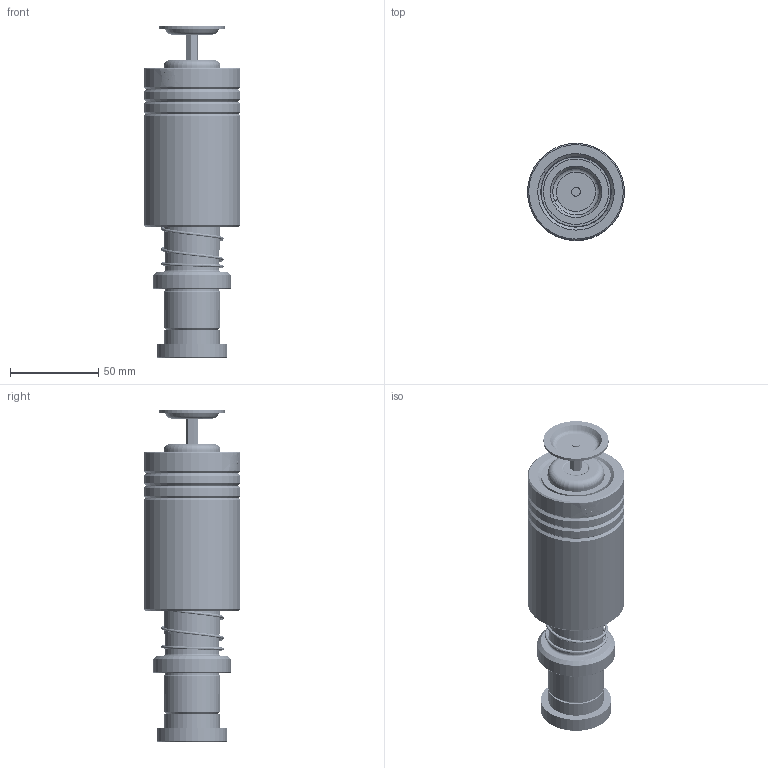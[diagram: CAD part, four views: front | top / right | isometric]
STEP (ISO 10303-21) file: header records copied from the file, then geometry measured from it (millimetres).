
FILE_DESCRIPTION (( 'STEP AP214' ), '1' );
FILE_NAME ('HMSH(HMJH)-D32-L130(BL-90).STEP', '2024-10-09T10:13:51', ( '111' ), ( '21222' ), 'SwSTEP 2.0', 'SolidWorks 2020', '' );
FILE_SCHEMA (( 'AUTOMOTIVE_DESIGN' ));
Length unit declared in the file: millimetre
Products named in the file (12): HWP-D35.7-d32.5-L70; DRPM蹟簽D32; TBB-D55-d40-L80; TBSH-D39.5-32.5-L75郪蚾; TBSH-39.5-32.5-L75; GTM-3-縐种; BALL-D4; GTM-M12蹟簽; GTM-37郪蚾; GTM-37; HMSH(HMJH)-D32-L130(BL-90); DRPM-D32-L120
Assembly tree (285 placements, depth 3):
  HMSH(HMJH)-D32-L130(BL-90)
    DRPM-D32-L120
    DRPM蹟簽D32
    TBB-D55-d40-L80
    TBSH-D39.5-32.5-L75郪蚾
      TBSH-39.5-32.5-L75
      BALL-D4  x275
    HWP-D35.7-d32.5-L70
    GTM-37郪蚾
      GTM-37
      GTM-3-縐种
      GTM-M12蹟簽
Bounding box: 54.99 x 54.99 x 188.36 mm (x, y, z)
Volume: 265090.4 mm3; surface area: 106131.7 mm2
Topology: 283 solids, 283 shells, 1332 faces, 5565 edges, 3692 vertices
Faces by surface type: sphere 1100, cylinder 67, plane 50, cone 48, bspline 35, torus 32
Entity records: 58735 total; most frequent: CARTESIAN_POINT 36498, ORIENTED_EDGE 4504, DIRECTION 3842, EDGE_CURVE 2252, AXIS2_PLACEMENT_3D 1824, VERTEX_POINT 1472, EDGE_LOOP 1330, B_SPLINE_CURVE_WITH_KNOTS 1253
